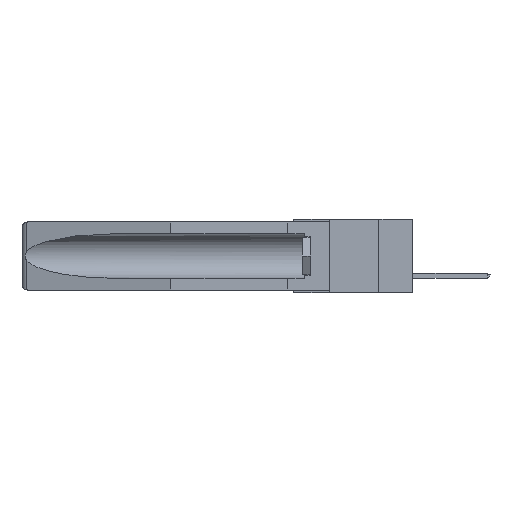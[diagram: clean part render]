
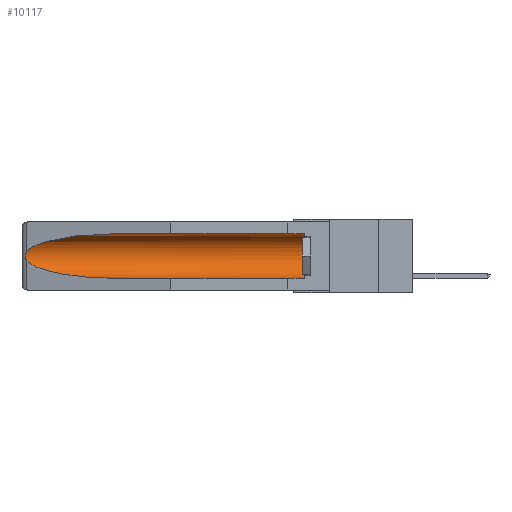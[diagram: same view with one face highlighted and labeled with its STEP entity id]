
A CAD part, left-side view. The second image highlights one B-rep face of the part: STEP entity #10117.
In plain terms, the highlighted cylindrical face has radius 2.857 mm (diameter 5.715 mm), a partial arc.
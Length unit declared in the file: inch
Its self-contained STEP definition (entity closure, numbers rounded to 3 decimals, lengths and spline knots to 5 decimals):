
#512 = ORIENTED_EDGE ( 'NONE', *, *, #19923, .T. ) ;
#883 = VECTOR ( 'NONE', #4275, 39.37008 ) ;
#988 = CIRCLE ( 'NONE', #12327, 0.1125 ) ;
#1232 = CYLINDRICAL_SURFACE ( 'NONE', #9741, 0.1125 ) ;
#1754 = CARTESIAN_POINT ( 'NONE',  ( 0.2673, 1.5327, -0.16383 ) ) ;
#1885 = CARTESIAN_POINT ( 'NONE',  ( 0.155, -0.30754, -0.284 ) ) ;
#2612 = VERTEX_POINT ( 'NONE', #27396 ) ;
#3362 = VERTEX_POINT ( 'NONE', #14114 ) ;
#4111 = ORIENTED_EDGE ( 'NONE', *, *, #11299, .T. ) ;
#4275 = DIRECTION ( 'NONE',  ( 0., 1., 0. ) ) ;
#5127 = ORIENTED_EDGE ( 'NONE', *, *, #22234, .F. ) ;
#5191 = DIRECTION ( 'NONE',  ( 0., 1., 0. ) ) ;
#5532 = CARTESIAN_POINT ( 'NONE',  ( 0.155, 0.126, -0.059 ) ) ;
#5933 = EDGE_CURVE ( 'NONE', #3362, #26616, #25640, .T. ) ;
#6307 = CARTESIAN_POINT ( 'NONE',  ( 0.26537, 1.52718, -0.14972 ) ) ;
#6409 = CARTESIAN_POINT ( 'NONE',  ( 0.26597, 1.5296, -0.19026 ) ) ;
#6986 = EDGE_CURVE ( 'NONE', #23018, #2612, #18225, .T. ) ;
#8666 = CARTESIAN_POINT ( 'NONE',  ( 0.26597, 1.52961, -0.15275 ) ) ;
#8801 = ORIENTED_EDGE ( 'NONE', *, *, #19046, .T. ) ;
#8885 = CARTESIAN_POINT ( 'NONE',  ( 0.26537, 1.52718, -0.19328 ) ) ;
#9741 = AXIS2_PLACEMENT_3D ( 'NONE', #10497, #27132, #20077 ) ;
#9885 = DIRECTION ( 'NONE',  ( 0., -1., 0. ) ) ;
#9937 = ORIENTED_EDGE ( 'NONE', *, *, #6986, .T. ) ;
#10117 = ADVANCED_FACE ( 'NONE', ( #12377 ), #1232, .F. ) ;
#10497 = CARTESIAN_POINT ( 'NONE',  ( 0.155, -0.30754, -0.1715 ) ) ;
#11299 = EDGE_CURVE ( 'NONE', #22657, #23018, #17481, .T. ) ;
#12327 = AXIS2_PLACEMENT_3D ( 'NONE', #17647, #9885, #23485 ) ;
#12377 = FACE_OUTER_BOUND ( 'NONE', #14772, .T. ) ;
#12571 = CARTESIAN_POINT ( 'NONE',  ( 0.26537, 1.52718, -0.14972 ) ) ;
#13592 = CARTESIAN_POINT ( 'NONE',  ( 0.2675, 1.53308, -0.17534 ) ) ;
#13887 = LINE ( 'NONE', #1885, #883 ) ;
#14114 = CARTESIAN_POINT ( 'NONE',  ( 0.26537, 1.52718, -0.19328 ) ) ;
#14772 = EDGE_LOOP ( 'NONE', ( #9937, #512, #24999, #5127, #8801, #4111 ) ) ;
#16801 = VERTEX_POINT ( 'NONE', #18242 ) ;
#16894 = CARTESIAN_POINT ( 'NONE',  ( 0.26537, 1.52718, -0.19328 ) ) ;
#17083 = CARTESIAN_POINT ( 'NONE',  ( 0.155, 1.07973, -0.284 ) ) ;
#17481 = LINE ( 'NONE', #19619, #27536 ) ;
#17647 = CARTESIAN_POINT ( 'NONE',  ( 0.155, 0.126, -0.1715 ) ) ;
#18225 =( BOUNDED_CURVE ( )  B_SPLINE_CURVE ( 3, ( #22333, #19831, #22129, #12571 ),
 .UNSPECIFIED., .F., .F. ) 
 B_SPLINE_CURVE_WITH_KNOTS ( ( 4, 4 ),
 ( 4.71239, 6.08839 ),
 .UNSPECIFIED. ) 
 CURVE ( )  GEOMETRIC_REPRESENTATION_ITEM ( )  RATIONAL_B_SPLINE_CURVE ( ( 1., 0.848, 0.848, 1. ) ) 
 REPRESENTATION_ITEM ( '' )  );
#18242 = CARTESIAN_POINT ( 'NONE',  ( 0.155, 0.126, -0.284 ) ) ;
#19046 = EDGE_CURVE ( 'NONE', #16801, #22657, #988, .T. ) ;
#19302 = CARTESIAN_POINT ( 'NONE',  ( 0.21114, 1.30732, -0.284 ) ) ;
#19619 = CARTESIAN_POINT ( 'NONE',  ( 0.155, -0.30754, -0.059 ) ) ;
#19831 = CARTESIAN_POINT ( 'NONE',  ( 0.21114, 1.30732, -0.059 ) ) ;
#19923 = EDGE_CURVE ( 'NONE', #2612, #3362, #21509, .T. ) ;
#20077 = DIRECTION ( 'NONE',  ( 0., 0., 1. ) ) ;
#20757 = CARTESIAN_POINT ( 'NONE',  ( 0.2675, 1.53308, -0.16763 ) ) ;
#21509 = B_SPLINE_CURVE_WITH_KNOTS ( 'NONE', 3,
 ( #6307, #8666, #27603, #1754, #20757, #13592, #25199, #23240, #6409, #8885 ),
 .UNSPECIFIED., .F., .F.,
 ( 4, 2, 2, 2, 4 ),
 ( 0., 0.00029, 0.00058, 0.00087, 0.00117 ),
 .UNSPECIFIED. ) ;
#22129 = CARTESIAN_POINT ( 'NONE',  ( 0.25451, 1.48313, -0.09465 ) ) ;
#22234 = EDGE_CURVE ( 'NONE', #16801, #26616, #13887, .T. ) ;
#22333 = CARTESIAN_POINT ( 'NONE',  ( 0.155, 1.07973, -0.059 ) ) ;
#22657 = VERTEX_POINT ( 'NONE', #5532 ) ;
#23018 = VERTEX_POINT ( 'NONE', #30401 ) ;
#23240 = CARTESIAN_POINT ( 'NONE',  ( 0.26655, 1.53094, -0.18657 ) ) ;
#23485 = DIRECTION ( 'NONE',  ( 0., 0., 1. ) ) ;
#24999 = ORIENTED_EDGE ( 'NONE', *, *, #5933, .T. ) ;
#25199 = CARTESIAN_POINT ( 'NONE',  ( 0.2673, 1.53269, -0.17917 ) ) ;
#25640 =( BOUNDED_CURVE ( )  B_SPLINE_CURVE ( 3, ( #16894, #26762, #19302, #17083 ),
 .UNSPECIFIED., .F., .F. ) 
 B_SPLINE_CURVE_WITH_KNOTS ( ( 4, 4 ),
 ( 0.1948, 1.5708 ),
 .UNSPECIFIED. ) 
 CURVE ( )  GEOMETRIC_REPRESENTATION_ITEM ( )  RATIONAL_B_SPLINE_CURVE ( ( 1., 0.848, 0.848, 1. ) ) 
 REPRESENTATION_ITEM ( '' )  );
#25730 = CARTESIAN_POINT ( 'NONE',  ( 0.155, 1.07973, -0.284 ) ) ;
#26616 = VERTEX_POINT ( 'NONE', #25730 ) ;
#26762 = CARTESIAN_POINT ( 'NONE',  ( 0.25451, 1.48313, -0.24835 ) ) ;
#27132 = DIRECTION ( 'NONE',  ( 0., 1., 0. ) ) ;
#27396 = CARTESIAN_POINT ( 'NONE',  ( 0.26537, 1.52718, -0.14972 ) ) ;
#27536 = VECTOR ( 'NONE', #5191, 39.37008 ) ;
#27603 = CARTESIAN_POINT ( 'NONE',  ( 0.26654, 1.53092, -0.15636 ) ) ;
#30401 = CARTESIAN_POINT ( 'NONE',  ( 0.155, 1.07973, -0.059 ) ) ;
